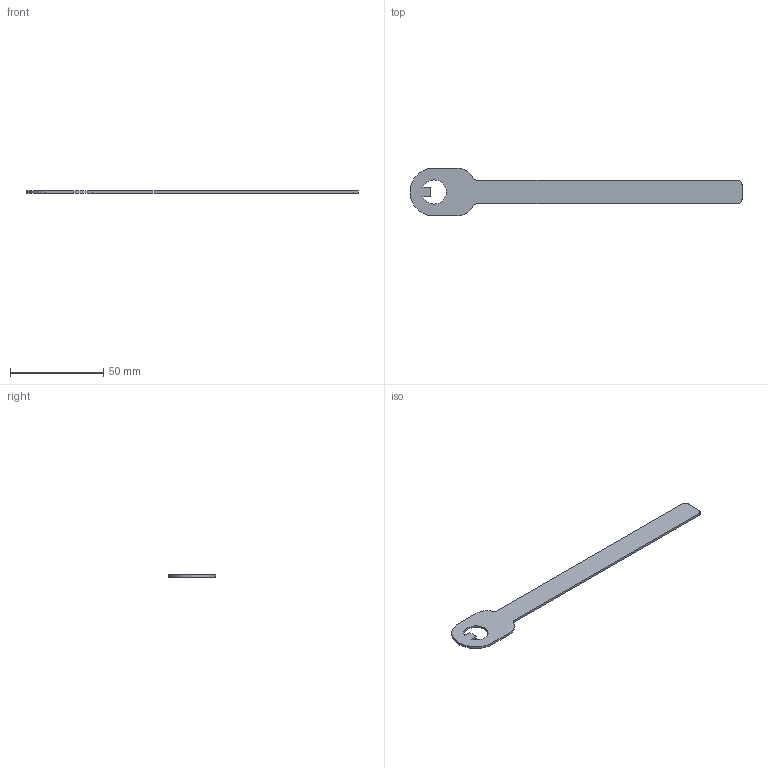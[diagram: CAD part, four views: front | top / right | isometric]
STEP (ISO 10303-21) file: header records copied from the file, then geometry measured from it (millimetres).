
FILE_DESCRIPTION(/* description */ ('Alibre Inc.'),/* implementation_level */ '2;1');
FILE_NAME(/* name */ 'export0',/* time_stamp */ '2013-09-08T12:20:32-04:00',/* author */ (''),/* organization */ (''),/* preprocessor_version */ 'ST-DEVELOPER v14',/* originating_system */ 'Alibre',/* authorisation */ '');
FILE_SCHEMA (('CONFIG_CONTROL_DESIGN'));
Length unit declared in the file: centimetre
Products named in the file (1): ID_1
Bounding box: 178.02 x 25.4 x 1.2 mm (x, y, z)
Volume: 2984.5 mm3; surface area: 5495.5 mm2
Topology: 1 solids, 1 shells, 18 faces, 48 edges, 32 vertices
Faces by surface type: plane 10, cylinder 8
Entity records: 647 total; most frequent: CARTESIAN_POINT 98, ORIENTED_EDGE 96, DIRECTION 90, EDGE_CURVE 48, AXIS2_PLACEMENT_3D 34, VECTOR 32, LINE 32, VERTEX_POINT 32
